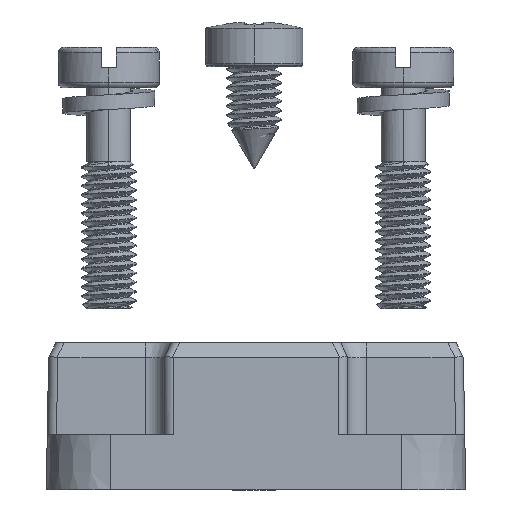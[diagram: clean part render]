
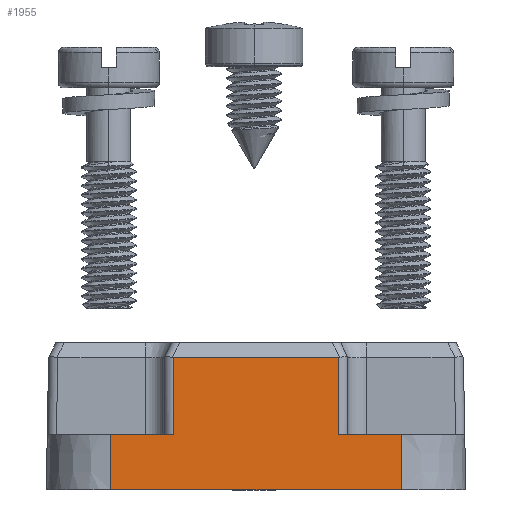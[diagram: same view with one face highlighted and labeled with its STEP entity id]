
A CAD part, left-side view. The second image highlights one B-rep face of the part: STEP entity #1955.
In plain terms, the highlighted planar face has unit normal (-1, 0, 0.018).
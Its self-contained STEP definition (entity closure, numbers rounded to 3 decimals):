
#1537=PLANE('',#16894);
#1955=ADVANCED_FACE('',(#3343),#1537,.T.);
#3343=FACE_OUTER_BOUND('',#4237,.T.);
#4237=EDGE_LOOP('',(#7868,#7869,#7870,#7871,#7872,#7873,#7874,#7875));
#5189=LINE('',#23302,#6059);
#5196=LINE('',#23341,#6066);
#5247=LINE('',#23564,#6117);
#5248=LINE('',#23568,#6118);
#5249=LINE('',#23570,#6119);
#5250=LINE('',#23571,#6120);
#5251=LINE('',#23573,#6121);
#5252=LINE('',#23575,#6122);
#6059=VECTOR('',#19075,1.);
#6066=VECTOR('',#19094,1.);
#6117=VECTOR('',#19221,1.);
#6118=VECTOR('',#19226,1.);
#6119=VECTOR('',#19227,1.);
#6120=VECTOR('',#19228,1.);
#6121=VECTOR('',#19229,1.);
#6122=VECTOR('',#19230,1.);
#7868=ORIENTED_EDGE('',*,*,#13993,.T.);
#7869=ORIENTED_EDGE('',*,*,#13896,.F.);
#7870=ORIENTED_EDGE('',*,*,#13909,.T.);
#7871=ORIENTED_EDGE('',*,*,#13994,.T.);
#7872=ORIENTED_EDGE('',*,*,#13991,.T.);
#7873=ORIENTED_EDGE('',*,*,#13995,.T.);
#7874=ORIENTED_EDGE('',*,*,#13996,.F.);
#7875=ORIENTED_EDGE('',*,*,#13997,.T.);
#12017=VERTEX_POINT('',#23301);
#12018=VERTEX_POINT('',#23303);
#12027=VERTEX_POINT('',#23340);
#12077=VERTEX_POINT('',#23563);
#12078=VERTEX_POINT('',#23565);
#12079=VERTEX_POINT('',#23569);
#12080=VERTEX_POINT('',#23572);
#12081=VERTEX_POINT('',#23574);
#13896=EDGE_CURVE('',#12017,#12018,#5189,.T.);
#13909=EDGE_CURVE('',#12017,#12027,#5196,.T.);
#13991=EDGE_CURVE('',#12078,#12077,#5247,.T.);
#13993=EDGE_CURVE('',#12079,#12018,#5248,.T.);
#13994=EDGE_CURVE('',#12027,#12078,#5249,.T.);
#13995=EDGE_CURVE('',#12077,#12080,#5250,.T.);
#13996=EDGE_CURVE('',#12081,#12080,#5251,.T.);
#13997=EDGE_CURVE('',#12081,#12079,#5252,.T.);
#16894=AXIS2_PLACEMENT_3D('',#23576,#19231,#19232);
#19075=DIRECTION('',(0.,-1.,0.));
#19094=DIRECTION('',(-0.017,0.,-1.));
#19221=DIRECTION('',(-0.017,0.,-1.));
#19226=DIRECTION('',(0.017,0.,1.));
#19227=DIRECTION('',(0.,1.,0.));
#19228=DIRECTION('',(0.,-1.,0.));
#19229=DIRECTION('',(-0.017,0.,-1.));
#19230=DIRECTION('',(0.,1.,0.));
#19231=DIRECTION('',(-1.,0.,0.017));
#19232=DIRECTION('',(0.,1.,0.));
#23301=CARTESIAN_POINT('',(-28.124,4.5,7.207));
#23302=CARTESIAN_POINT('',(-28.124,4.5,7.207));
#23303=CARTESIAN_POINT('',(-28.124,-4.5,7.207));
#23340=CARTESIAN_POINT('',(-28.198,4.5,3.));
#23341=CARTESIAN_POINT('',(-28.124,4.5,7.207));
#23563=CARTESIAN_POINT('',(-28.25,7.9,0.));
#23564=CARTESIAN_POINT('',(-28.198,7.9,3.));
#23565=CARTESIAN_POINT('',(-28.198,7.9,3.));
#23568=CARTESIAN_POINT('',(-28.198,-4.5,3.));
#23569=CARTESIAN_POINT('',(-28.198,-4.5,3.));
#23570=CARTESIAN_POINT('',(-28.198,4.5,3.));
#23571=CARTESIAN_POINT('',(-28.25,7.9,0.));
#23572=CARTESIAN_POINT('',(-28.25,-7.9,0.));
#23573=CARTESIAN_POINT('',(-28.198,-7.9,3.));
#23574=CARTESIAN_POINT('',(-28.198,-7.9,3.));
#23575=CARTESIAN_POINT('',(-28.198,-7.9,3.));
#23576=CARTESIAN_POINT('',(-28.25,13.204,0.));
